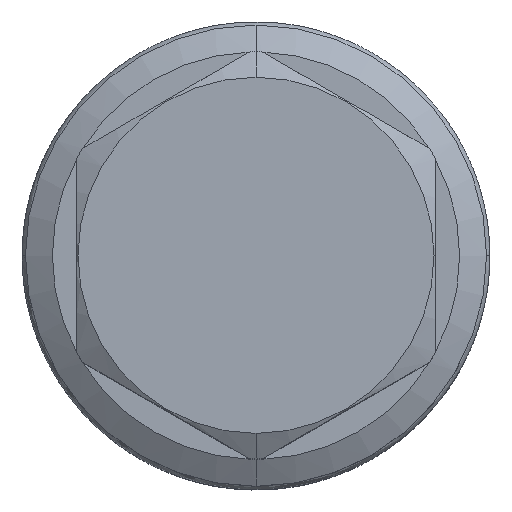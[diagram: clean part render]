
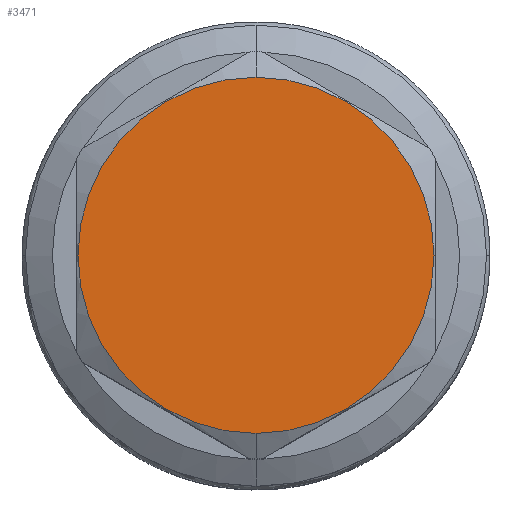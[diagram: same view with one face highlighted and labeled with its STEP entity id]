
A CAD part, top view. The second image highlights one B-rep face of the part: STEP entity #3471.
In plain terms, the highlighted planar face has unit normal (0, 0, 1).
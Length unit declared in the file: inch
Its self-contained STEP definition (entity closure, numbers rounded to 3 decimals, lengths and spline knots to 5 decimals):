
#1207=CARTESIAN_POINT('',(0.,0.,5.655));
#1208=DIRECTION('',(0.,0.,1.));
#1209=DIRECTION('',(0.,-1.,0.));
#1210=AXIS2_PLACEMENT_3D('',#1207,#1208,#1209);
#1212=CARTESIAN_POINT('',(0.,0.,5.655));
#1213=DIRECTION('',(0.,0.,1.));
#1214=DIRECTION('',(0.,1.,0.));
#1215=AXIS2_PLACEMENT_3D('',#1212,#1213,#1214);
#1543=CARTESIAN_POINT('',(0.,-0.807,5.655));
#1544=CARTESIAN_POINT('',(0.,0.807,5.655));
#1545=VERTEX_POINT('',#1543);
#1546=VERTEX_POINT('',#1544);
#3462=CARTESIAN_POINT('',(0.,0.,5.655));
#3463=DIRECTION('',(0.,0.,1.));
#3464=DIRECTION('',(0.,1.,0.));
#3465=AXIS2_PLACEMENT_3D('',#3462,#3463,#3464);
#3466=PLANE('',#3465);
#3467=ORIENTED_EDGE('',*,*,#3232,.F.);
#3468=ORIENTED_EDGE('',*,*,#3453,.F.);
#3469=EDGE_LOOP('',(#3467,#3468));
#3470=FACE_OUTER_BOUND('',#3469,.F.);
#3471=ADVANCED_FACE('',(#3470),#3466,.T.);
#1211=CIRCLE('',#1210,0.807);
#1216=CIRCLE('',#1215,0.807);
#3232=EDGE_CURVE('',#1545,#1546,#1211,.T.);
#3453=EDGE_CURVE('',#1546,#1545,#1216,.T.);
